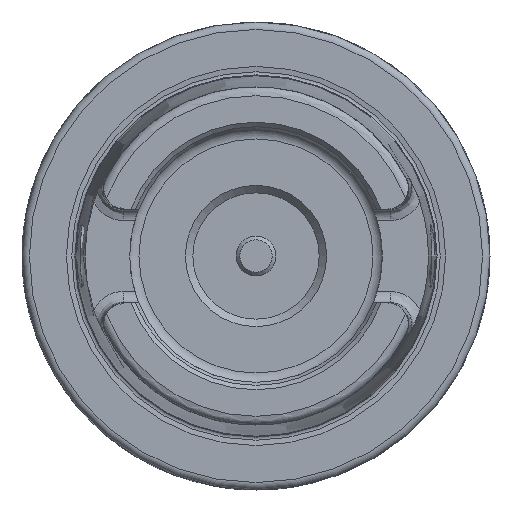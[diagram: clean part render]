
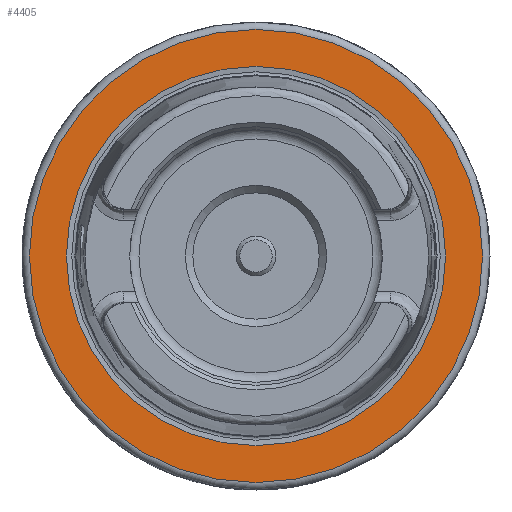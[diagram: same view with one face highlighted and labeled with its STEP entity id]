
A CAD part, left-side view. The second image highlights one B-rep face of the part: STEP entity #4405.
In plain terms, the highlighted planar face has unit normal (-1, 0, 0).
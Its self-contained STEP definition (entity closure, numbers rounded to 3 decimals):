
#151=FACE_BOUND('',#721,.T.);
#217=PLANE('',#4843);
#451=FACE_OUTER_BOUND('',#720,.T.);
#720=EDGE_LOOP('',(#3765,#3766));
#721=EDGE_LOOP('',(#3767,#3768));
#1117=CIRCLE('',#4841,25.521);
#1118=CIRCLE('',#4842,25.521);
#1119=CIRCLE('',#4844,30.5);
#1120=CIRCLE('',#4845,30.5);
#2080=VERTEX_POINT('',#8902);
#2081=VERTEX_POINT('',#8904);
#2082=VERTEX_POINT('',#8908);
#2083=VERTEX_POINT('',#8909);
#2660=EDGE_CURVE('',#2081,#2080,#1117,.T.);
#2661=EDGE_CURVE('',#2080,#2081,#1118,.T.);
#2662=EDGE_CURVE('',#2082,#2083,#1119,.T.);
#2663=EDGE_CURVE('',#2083,#2082,#1120,.T.);
#3765=ORIENTED_EDGE('',*,*,#2662,.F.);
#3766=ORIENTED_EDGE('',*,*,#2663,.F.);
#3767=ORIENTED_EDGE('',*,*,#2660,.T.);
#3768=ORIENTED_EDGE('',*,*,#2661,.T.);
#4405=ADVANCED_FACE('',(#451,#151),#217,.T.);
#4841=AXIS2_PLACEMENT_3D('',#8905,#5756,#5757);
#4842=AXIS2_PLACEMENT_3D('',#8906,#5758,#5759);
#4843=AXIS2_PLACEMENT_3D('',#8907,#5760,#5761);
#4844=AXIS2_PLACEMENT_3D('',#8910,#5762,#5763);
#4845=AXIS2_PLACEMENT_3D('',#8911,#5764,#5765);
#5756=DIRECTION('center_axis',(1.,0.,0.));
#5757=DIRECTION('ref_axis',(0.,0.,-1.));
#5758=DIRECTION('center_axis',(1.,0.,0.));
#5759=DIRECTION('ref_axis',(0.,0.,-1.));
#5760=DIRECTION('center_axis',(-1.,0.,0.));
#5761=DIRECTION('ref_axis',(0.,0.,1.));
#5762=DIRECTION('center_axis',(1.,0.,0.));
#5763=DIRECTION('ref_axis',(0.,0.,-1.));
#5764=DIRECTION('center_axis',(1.,0.,0.));
#5765=DIRECTION('ref_axis',(0.,0.,-1.));
#8902=CARTESIAN_POINT('',(0.,-25.521,0.));
#8904=CARTESIAN_POINT('',(0.,25.521,0.));
#8905=CARTESIAN_POINT('Origin',(0.,0.,
0.));
#8906=CARTESIAN_POINT('Origin',(0.,0.,
0.));
#8907=CARTESIAN_POINT('Origin',(0.,30.5,0.));
#8908=CARTESIAN_POINT('',(0.,30.5,0.));
#8909=CARTESIAN_POINT('',(0.,0.,30.5));
#8910=CARTESIAN_POINT('Origin',(0.,0.,
0.));
#8911=CARTESIAN_POINT('Origin',(0.,0.,
0.));
